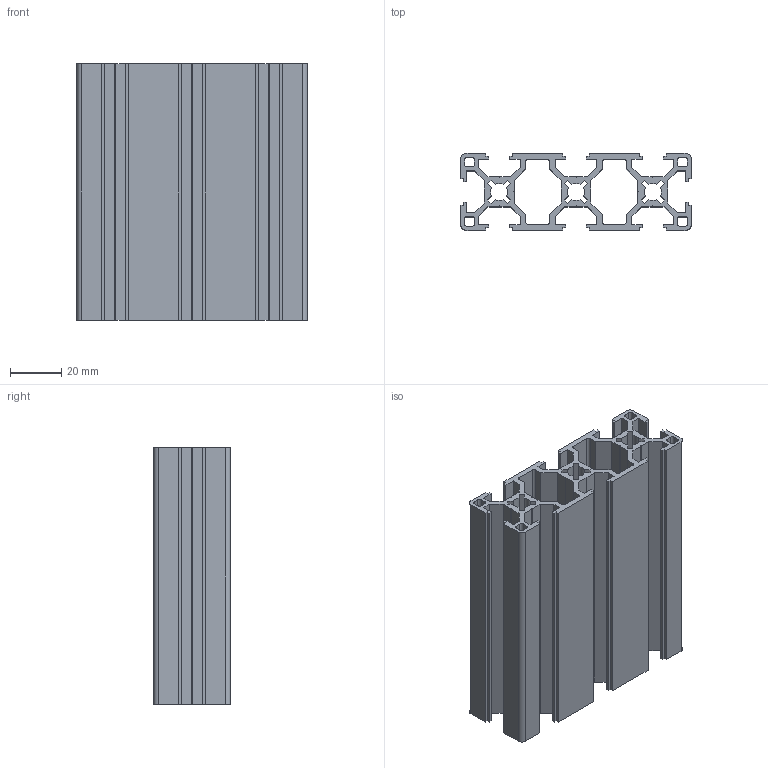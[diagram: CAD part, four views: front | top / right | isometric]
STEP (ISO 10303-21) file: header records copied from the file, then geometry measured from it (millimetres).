
FILE_DESCRIPTION(/* description */ (''),/* implementation_level */ '2;1');
FILE_NAME(/* name */ 'HW322NRC-T-SLOT 3090 - Natural Anodized.step',/* time_stamp */ '2022-10-11T10:09:06+01:00',/* author */ (''),/* organization */ (''),/* preprocessor_version */ 'ST-DEVELOPER v19',/* originating_system */ 'Autodesk Translation Framework v11.7.0.108',/* authorisation */ '');
FILE_SCHEMA (('AUTOMOTIVE_DESIGN { 1 0 10303 214 3 1 1 }'));
Length unit declared in the file: millimetre
Products named in the file (1): HW322NRC
Bounding box: 90 x 30 x 100 mm (x, y, z)
Volume: 79990.2 mm3; surface area: 82037.1 mm2
Topology: 1 solids, 1 shells, 270 faces, 804 edges, 536 vertices
Faces by surface type: plane 230, cylinder 40
Entity records: 9017 total; most frequent: CARTESIAN_POINT 1611, ORIENTED_EDGE 1608, DIRECTION 1426, EDGE_CURVE 804, LINE 724, VECTOR 724, VERTEX_POINT 536, AXIS2_PLACEMENT_3D 351
